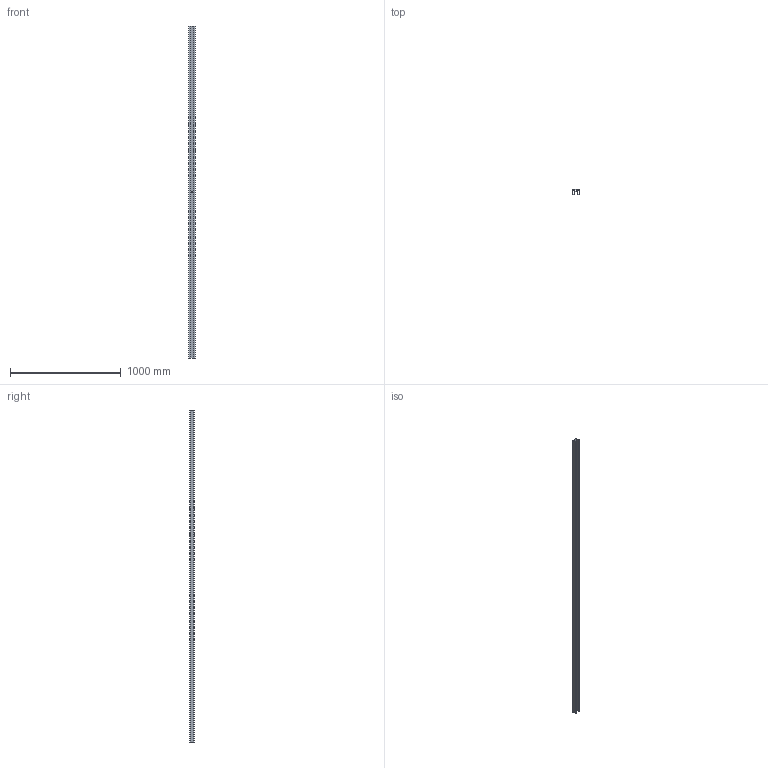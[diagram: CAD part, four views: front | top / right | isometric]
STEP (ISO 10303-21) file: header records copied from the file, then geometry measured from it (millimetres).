
FILE_DESCRIPTION (( 'STEP AP203' ), '1' );
FILE_NAME ('60333-2403M.step', '2022-06-27T14:25:14', ( '' ), ( '' ), 'SwSTEP 2.0', 'SolidWorks 2018', '' );
FILE_SCHEMA (( 'CONFIG_CONTROL_DESIGN' ));
Length unit declared in the file: millimetre
Products named in the file (1): 60333-2403M
Bounding box: 60 x 40 x 3000 mm (x, y, z)
Volume: 1069684.8 mm3; surface area: 1426975 mm2
Topology: 1 solids, 1 shells, 345 faces, 948 edges, 632 vertices
Faces by surface type: plane 172, bspline 157, cylinder 16
Entity records: 18613 total; most frequent: CARTESIAN_POINT 10803, ORIENTED_EDGE 1896, DIRECTION 1044, EDGE_CURVE 948, VERTEX_POINT 632, LINE 602, VECTOR 602, EDGE_LOOP 374
